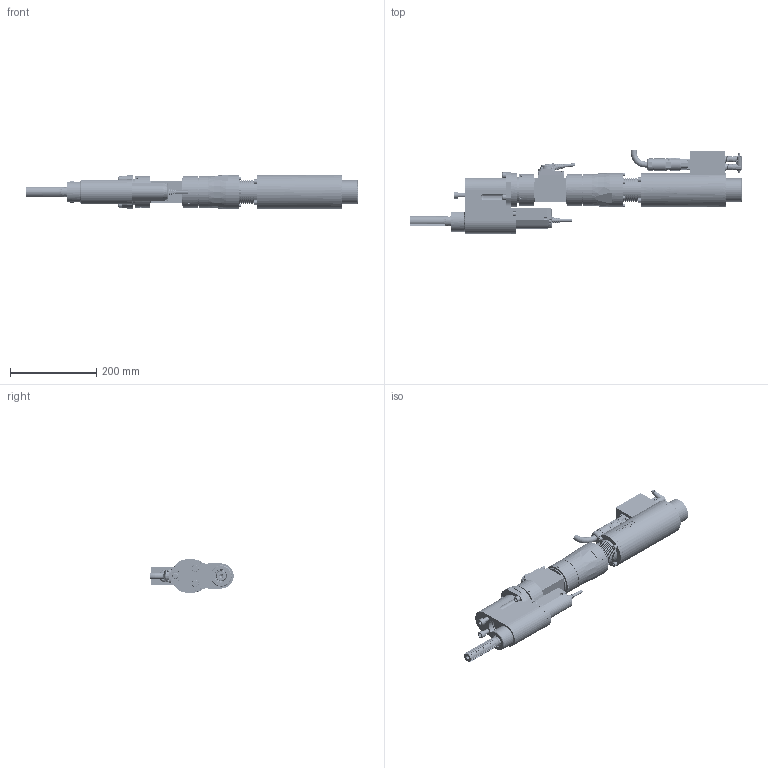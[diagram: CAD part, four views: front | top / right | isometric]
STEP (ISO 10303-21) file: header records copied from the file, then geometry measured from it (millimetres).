
FILE_DESCRIPTION(/* description */ (''),/* implementation_level */ '2;1');
FILE_NAME(/* name */ '3BD300T2O-A_IAM_001.iam.step',/* time_stamp */ '2021-08-12T07:09:53+02:00',/* author */ ('cideon'),/* organization */ (''),/* preprocessor_version */ 'ST-DEVELOPER v17.2',/* originating_system */ 'Autodesk Inventor 2019',/* authorisation */ '');
FILE_SCHEMA (('AUTOMOTIVE_DESIGN { 1 0 10303 214 3 1 1 }'));
Products named in the file (1): Bauteil3
Bounding box: 767.8 x 192.98 x 80.2 mm (x, y, z)
Volume: 2790545 mm3; surface area: 546594.5 mm2
Topology: 5 solids, 5 shells, 6128 faces, 17580 edges, 11477 vertices
Faces by surface type: plane 3496, cylinder 1535, cone 445, bspline 341, torus 283, sphere 28
Full cylindrical faces by diameter (mm): 0.434 x4, 0.6 x32, 0.8 x2, 1 x2, 1.5 x2, 1.6 x1, 1.83 x4, 1.9 x2, 2.1 x2, 2.5 x6, 2.9 x1, 3 x7, 3.1 x1, 3.2 x2, 3.3 x6, 4 x7, 4.02 x2, 4.5 x6, 4.8 x2, 5 x6, 5.1 x1, 5.5 x8, 5.9 x2, 6 x18, 6.3 x2, 6.4 x7, 6.6 x4, 6.8 x1, 7 x8, 7.3 x3
Entity records: 263032 total; most frequent: CARTESIAN_POINT 97157, ORIENTED_EDGE 35110, DIRECTION 33576, EDGE_CURVE 17555, AXIS2_PLACEMENT_3D 12540, VERTEX_POINT 11477, LINE 8496, VECTOR 8496
